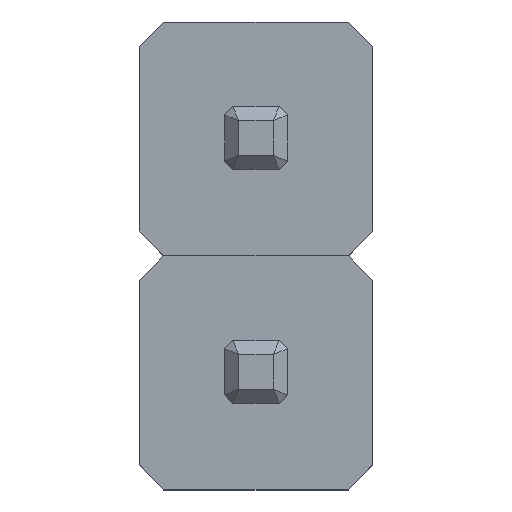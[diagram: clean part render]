
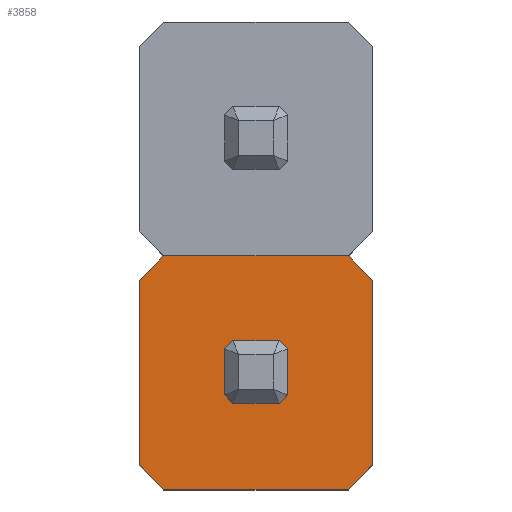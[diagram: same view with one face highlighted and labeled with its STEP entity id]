
A CAD part, top view. The second image highlights one B-rep face of the part: STEP entity #3858.
In plain terms, the highlighted planar face has unit normal (0, 0, 1).
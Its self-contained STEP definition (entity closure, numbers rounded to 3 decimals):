
#3197 = PLANE('',#3198);
#3198 = AXIS2_PLACEMENT_3D('',#3199,#3200,#3201);
#3199 = CARTESIAN_POINT('',(-1.27,-2.27,0.54));
#3200 = DIRECTION('',(-1.,0.,0.));
#3201 = DIRECTION('',(0.,1.,0.));
#3251 = PLANE('',#3252);
#3252 = AXIS2_PLACEMENT_3D('',#3253,#3254,#3255);
#3253 = CARTESIAN_POINT('',(1.27,-0.27,0.54));
#3254 = DIRECTION('',(1.,0.,0.));
#3255 = DIRECTION('',(0.,-1.,0.));
#3354 = PLANE('',#3355);
#3355 = AXIS2_PLACEMENT_3D('',#3356,#3357,#3358);
#3356 = CARTESIAN_POINT('',(-1.27,-0.27,0.54));
#3357 = DIRECTION('',(-0.707,0.707,0.));
#3358 = DIRECTION('',(0.707,0.707,0.));
#3382 = PLANE('',#3383);
#3383 = AXIS2_PLACEMENT_3D('',#3384,#3385,#3386);
#3384 = CARTESIAN_POINT('',(-1.,0.,0.54));
#3385 = DIRECTION('',(0.,1.,0.));
#3386 = DIRECTION('',(1.,0.,0.));
#3408 = PLANE('',#3409);
#3409 = AXIS2_PLACEMENT_3D('',#3410,#3411,#3412);
#3410 = CARTESIAN_POINT('',(1.,0.,0.54));
#3411 = DIRECTION('',(0.707,0.707,0.));
#3412 = DIRECTION('',(0.707,-0.707,0.));
#3456 = VERTEX_POINT('',#3457);
#3457 = CARTESIAN_POINT('',(-1.27,-2.27,2.54));
#3471 = PLANE('',#3472);
#3472 = AXIS2_PLACEMENT_3D('',#3473,#3474,#3475);
#3473 = CARTESIAN_POINT('',(-1.,-2.54,0.54));
#3474 = DIRECTION('',(-0.707,-0.707,0.));
#3475 = DIRECTION('',(-0.707,0.707,0.));
#3483 = EDGE_CURVE('',#3456,#3484,#3486,.T.);
#3484 = VERTEX_POINT('',#3485);
#3485 = CARTESIAN_POINT('',(-1.27,-0.27,2.54));
#3486 = SURFACE_CURVE('',#3487,(#3491,#3498),.PCURVE_S1.);
#3487 = LINE('',#3488,#3489);
#3488 = CARTESIAN_POINT('',(-1.27,-2.27,2.54));
#3489 = VECTOR('',#3490,1.);
#3490 = DIRECTION('',(0.,1.,0.));
#3491 = PCURVE('',#3197,#3492);
#3492 = DEFINITIONAL_REPRESENTATION('',(#3493),#3497);
#3493 = LINE('',#3494,#3495);
#3494 = CARTESIAN_POINT('',(0.,-2.));
#3495 = VECTOR('',#3496,1.);
#3496 = DIRECTION('',(1.,0.));
#3497 = ( GEOMETRIC_REPRESENTATION_CONTEXT(2) 
PARAMETRIC_REPRESENTATION_CONTEXT() REPRESENTATION_CONTEXT('2D SPACE',''
  ) );
#3498 = PCURVE('',#3499,#3504);
#3499 = PLANE('',#3500);
#3500 = AXIS2_PLACEMENT_3D('',#3501,#3502,#3503);
#3501 = CARTESIAN_POINT('',(0.,-1.27,2.54));
#3502 = DIRECTION('',(0.,0.,-1.));
#3503 = DIRECTION('',(-1.,0.,0.));
#3504 = DEFINITIONAL_REPRESENTATION('',(#3505),#3509);
#3505 = LINE('',#3506,#3507);
#3506 = CARTESIAN_POINT('',(1.27,-1.));
#3507 = VECTOR('',#3508,1.);
#3508 = DIRECTION('',(0.,1.));
#3509 = ( GEOMETRIC_REPRESENTATION_CONTEXT(2) 
PARAMETRIC_REPRESENTATION_CONTEXT() REPRESENTATION_CONTEXT('2D SPACE',''
  ) );
#3537 = VERTEX_POINT('',#3538);
#3538 = CARTESIAN_POINT('',(1.27,-0.27,2.54));
#3559 = EDGE_CURVE('',#3537,#3560,#3562,.T.);
#3560 = VERTEX_POINT('',#3561);
#3561 = CARTESIAN_POINT('',(1.27,-2.27,2.54));
#3562 = SURFACE_CURVE('',#3563,(#3567,#3574),.PCURVE_S1.);
#3563 = LINE('',#3564,#3565);
#3564 = CARTESIAN_POINT('',(1.27,-0.27,2.54));
#3565 = VECTOR('',#3566,1.);
#3566 = DIRECTION('',(0.,-1.,0.));
#3567 = PCURVE('',#3251,#3568);
#3568 = DEFINITIONAL_REPRESENTATION('',(#3569),#3573);
#3569 = LINE('',#3570,#3571);
#3570 = CARTESIAN_POINT('',(0.,-2.));
#3571 = VECTOR('',#3572,1.);
#3572 = DIRECTION('',(1.,0.));
#3573 = ( GEOMETRIC_REPRESENTATION_CONTEXT(2) 
PARAMETRIC_REPRESENTATION_CONTEXT() REPRESENTATION_CONTEXT('2D SPACE',''
  ) );
#3574 = PCURVE('',#3499,#3575);
#3575 = DEFINITIONAL_REPRESENTATION('',(#3576),#3580);
#3576 = LINE('',#3577,#3578);
#3577 = CARTESIAN_POINT('',(-1.27,1.));
#3578 = VECTOR('',#3579,1.);
#3579 = DIRECTION('',(-0.,-1.));
#3580 = ( GEOMETRIC_REPRESENTATION_CONTEXT(2) 
PARAMETRIC_REPRESENTATION_CONTEXT() REPRESENTATION_CONTEXT('2D SPACE',''
  ) );
#3596 = PLANE('',#3597);
#3597 = AXIS2_PLACEMENT_3D('',#3598,#3599,#3600);
#3598 = CARTESIAN_POINT('',(1.27,-2.27,0.54));
#3599 = DIRECTION('',(0.707,-0.707,0.));
#3600 = DIRECTION('',(-0.707,-0.707,0.));
#3613 = VERTEX_POINT('',#3614);
#3614 = CARTESIAN_POINT('',(1.,0.,2.54));
#3635 = EDGE_CURVE('',#3613,#3537,#3636,.T.);
#3636 = SURFACE_CURVE('',#3637,(#3641,#3648),.PCURVE_S1.);
#3637 = LINE('',#3638,#3639);
#3638 = CARTESIAN_POINT('',(1.,0.,2.54));
#3639 = VECTOR('',#3640,1.);
#3640 = DIRECTION('',(0.707,-0.707,0.));
#3641 = PCURVE('',#3408,#3642);
#3642 = DEFINITIONAL_REPRESENTATION('',(#3643),#3647);
#3643 = LINE('',#3644,#3645);
#3644 = CARTESIAN_POINT('',(0.,-2.));
#3645 = VECTOR('',#3646,1.);
#3646 = DIRECTION('',(1.,0.));
#3647 = ( GEOMETRIC_REPRESENTATION_CONTEXT(2) 
PARAMETRIC_REPRESENTATION_CONTEXT() REPRESENTATION_CONTEXT('2D SPACE',''
  ) );
#3648 = PCURVE('',#3499,#3649);
#3649 = DEFINITIONAL_REPRESENTATION('',(#3650),#3654);
#3650 = LINE('',#3651,#3652);
#3651 = CARTESIAN_POINT('',(-1.,1.27));
#3652 = VECTOR('',#3653,1.);
#3653 = DIRECTION('',(-0.707,-0.707));
#3654 = ( GEOMETRIC_REPRESENTATION_CONTEXT(2) 
PARAMETRIC_REPRESENTATION_CONTEXT() REPRESENTATION_CONTEXT('2D SPACE',''
  ) );
#3662 = VERTEX_POINT('',#3663);
#3663 = CARTESIAN_POINT('',(-1.,0.,2.54));
#3684 = EDGE_CURVE('',#3662,#3613,#3685,.T.);
#3685 = SURFACE_CURVE('',#3686,(#3690,#3697),.PCURVE_S1.);
#3686 = LINE('',#3687,#3688);
#3687 = CARTESIAN_POINT('',(-1.,0.,2.54));
#3688 = VECTOR('',#3689,1.);
#3689 = DIRECTION('',(1.,0.,0.));
#3690 = PCURVE('',#3382,#3691);
#3691 = DEFINITIONAL_REPRESENTATION('',(#3692),#3696);
#3692 = LINE('',#3693,#3694);
#3693 = CARTESIAN_POINT('',(0.,-2.));
#3694 = VECTOR('',#3695,1.);
#3695 = DIRECTION('',(1.,0.));
#3696 = ( GEOMETRIC_REPRESENTATION_CONTEXT(2) 
PARAMETRIC_REPRESENTATION_CONTEXT() REPRESENTATION_CONTEXT('2D SPACE',''
  ) );
#3697 = PCURVE('',#3499,#3698);
#3698 = DEFINITIONAL_REPRESENTATION('',(#3699),#3703);
#3699 = LINE('',#3700,#3701);
#3700 = CARTESIAN_POINT('',(1.,1.27));
#3701 = VECTOR('',#3702,1.);
#3702 = DIRECTION('',(-1.,0.));
#3703 = ( GEOMETRIC_REPRESENTATION_CONTEXT(2) 
PARAMETRIC_REPRESENTATION_CONTEXT() REPRESENTATION_CONTEXT('2D SPACE',''
  ) );
#3711 = EDGE_CURVE('',#3484,#3662,#3712,.T.);
#3712 = SURFACE_CURVE('',#3713,(#3717,#3724),.PCURVE_S1.);
#3713 = LINE('',#3714,#3715);
#3714 = CARTESIAN_POINT('',(-1.27,-0.27,2.54));
#3715 = VECTOR('',#3716,1.);
#3716 = DIRECTION('',(0.707,0.707,0.));
#3717 = PCURVE('',#3354,#3718);
#3718 = DEFINITIONAL_REPRESENTATION('',(#3719),#3723);
#3719 = LINE('',#3720,#3721);
#3720 = CARTESIAN_POINT('',(0.,-2.));
#3721 = VECTOR('',#3722,1.);
#3722 = DIRECTION('',(1.,0.));
#3723 = ( GEOMETRIC_REPRESENTATION_CONTEXT(2) 
PARAMETRIC_REPRESENTATION_CONTEXT() REPRESENTATION_CONTEXT('2D SPACE',''
  ) );
#3724 = PCURVE('',#3499,#3725);
#3725 = DEFINITIONAL_REPRESENTATION('',(#3726),#3730);
#3726 = LINE('',#3727,#3728);
#3727 = CARTESIAN_POINT('',(1.27,1.));
#3728 = VECTOR('',#3729,1.);
#3729 = DIRECTION('',(-0.707,0.707));
#3730 = ( GEOMETRIC_REPRESENTATION_CONTEXT(2) 
PARAMETRIC_REPRESENTATION_CONTEXT() REPRESENTATION_CONTEXT('2D SPACE',''
  ) );
#3798 = PLANE('',#3799);
#3799 = AXIS2_PLACEMENT_3D('',#3800,#3801,#3802);
#3800 = CARTESIAN_POINT('',(1.,-2.54,0.54));
#3801 = DIRECTION('',(0.,-1.,0.));
#3802 = DIRECTION('',(-1.,0.,0.));
#3814 = VERTEX_POINT('',#3815);
#3815 = CARTESIAN_POINT('',(-1.,-2.54,2.54));
#3836 = EDGE_CURVE('',#3814,#3456,#3837,.T.);
#3837 = SURFACE_CURVE('',#3838,(#3842,#3849),.PCURVE_S1.);
#3838 = LINE('',#3839,#3840);
#3839 = CARTESIAN_POINT('',(-1.,-2.54,2.54));
#3840 = VECTOR('',#3841,1.);
#3841 = DIRECTION('',(-0.707,0.707,0.));
#3842 = PCURVE('',#3471,#3843);
#3843 = DEFINITIONAL_REPRESENTATION('',(#3844),#3848);
#3844 = LINE('',#3845,#3846);
#3845 = CARTESIAN_POINT('',(0.,-2.));
#3846 = VECTOR('',#3847,1.);
#3847 = DIRECTION('',(1.,0.));
#3848 = ( GEOMETRIC_REPRESENTATION_CONTEXT(2) 
PARAMETRIC_REPRESENTATION_CONTEXT() REPRESENTATION_CONTEXT('2D SPACE',''
  ) );
#3849 = PCURVE('',#3499,#3850);
#3850 = DEFINITIONAL_REPRESENTATION('',(#3851),#3855);
#3851 = LINE('',#3852,#3853);
#3852 = CARTESIAN_POINT('',(1.,-1.27));
#3853 = VECTOR('',#3854,1.);
#3854 = DIRECTION('',(0.707,0.707));
#3855 = ( GEOMETRIC_REPRESENTATION_CONTEXT(2) 
PARAMETRIC_REPRESENTATION_CONTEXT() REPRESENTATION_CONTEXT('2D SPACE',''
  ) );
#3858 = ADVANCED_FACE('',(#3859),#3499,.F.);
#3859 = FACE_BOUND('',#3860,.F.);
#3860 = EDGE_LOOP('',(#3861,#3862,#3863,#3864,#3865,#3866,#3889,#3910));
#3861 = ORIENTED_EDGE('',*,*,#3483,.T.);
#3862 = ORIENTED_EDGE('',*,*,#3711,.T.);
#3863 = ORIENTED_EDGE('',*,*,#3684,.T.);
#3864 = ORIENTED_EDGE('',*,*,#3635,.T.);
#3865 = ORIENTED_EDGE('',*,*,#3559,.T.);
#3866 = ORIENTED_EDGE('',*,*,#3867,.T.);
#3867 = EDGE_CURVE('',#3560,#3868,#3870,.T.);
#3868 = VERTEX_POINT('',#3869);
#3869 = CARTESIAN_POINT('',(1.,-2.54,2.54));
#3870 = SURFACE_CURVE('',#3871,(#3875,#3882),.PCURVE_S1.);
#3871 = LINE('',#3872,#3873);
#3872 = CARTESIAN_POINT('',(1.27,-2.27,2.54));
#3873 = VECTOR('',#3874,1.);
#3874 = DIRECTION('',(-0.707,-0.707,0.));
#3875 = PCURVE('',#3499,#3876);
#3876 = DEFINITIONAL_REPRESENTATION('',(#3877),#3881);
#3877 = LINE('',#3878,#3879);
#3878 = CARTESIAN_POINT('',(-1.27,-1.));
#3879 = VECTOR('',#3880,1.);
#3880 = DIRECTION('',(0.707,-0.707));
#3881 = ( GEOMETRIC_REPRESENTATION_CONTEXT(2) 
PARAMETRIC_REPRESENTATION_CONTEXT() REPRESENTATION_CONTEXT('2D SPACE',''
  ) );
#3882 = PCURVE('',#3596,#3883);
#3883 = DEFINITIONAL_REPRESENTATION('',(#3884),#3888);
#3884 = LINE('',#3885,#3886);
#3885 = CARTESIAN_POINT('',(0.,-2.));
#3886 = VECTOR('',#3887,1.);
#3887 = DIRECTION('',(1.,0.));
#3888 = ( GEOMETRIC_REPRESENTATION_CONTEXT(2) 
PARAMETRIC_REPRESENTATION_CONTEXT() REPRESENTATION_CONTEXT('2D SPACE',''
  ) );
#3889 = ORIENTED_EDGE('',*,*,#3890,.T.);
#3890 = EDGE_CURVE('',#3868,#3814,#3891,.T.);
#3891 = SURFACE_CURVE('',#3892,(#3896,#3903),.PCURVE_S1.);
#3892 = LINE('',#3893,#3894);
#3893 = CARTESIAN_POINT('',(1.,-2.54,2.54));
#3894 = VECTOR('',#3895,1.);
#3895 = DIRECTION('',(-1.,0.,0.));
#3896 = PCURVE('',#3499,#3897);
#3897 = DEFINITIONAL_REPRESENTATION('',(#3898),#3902);
#3898 = LINE('',#3899,#3900);
#3899 = CARTESIAN_POINT('',(-1.,-1.27));
#3900 = VECTOR('',#3901,1.);
#3901 = DIRECTION('',(1.,0.));
#3902 = ( GEOMETRIC_REPRESENTATION_CONTEXT(2) 
PARAMETRIC_REPRESENTATION_CONTEXT() REPRESENTATION_CONTEXT('2D SPACE',''
  ) );
#3903 = PCURVE('',#3798,#3904);
#3904 = DEFINITIONAL_REPRESENTATION('',(#3905),#3909);
#3905 = LINE('',#3906,#3907);
#3906 = CARTESIAN_POINT('',(0.,-2.));
#3907 = VECTOR('',#3908,1.);
#3908 = DIRECTION('',(1.,0.));
#3909 = ( GEOMETRIC_REPRESENTATION_CONTEXT(2) 
PARAMETRIC_REPRESENTATION_CONTEXT() REPRESENTATION_CONTEXT('2D SPACE',''
  ) );
#3910 = ORIENTED_EDGE('',*,*,#3836,.T.);
